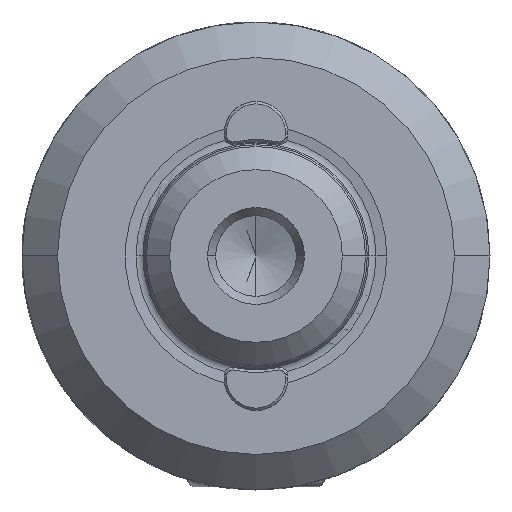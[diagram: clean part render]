
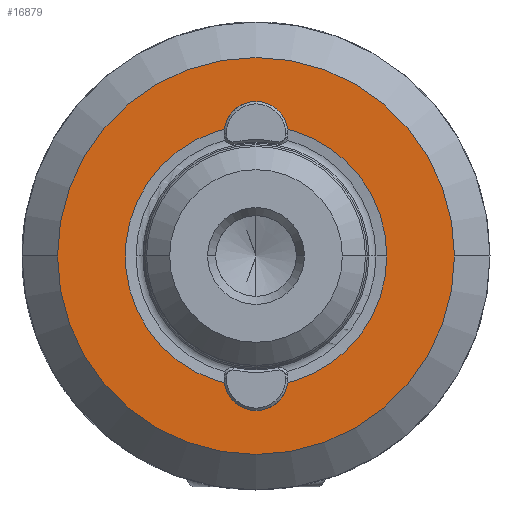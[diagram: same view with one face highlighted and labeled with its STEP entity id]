
A CAD part, left-side view. The second image highlights one B-rep face of the part: STEP entity #16879.
In plain terms, the highlighted planar face has unit normal (-1, 0, 0).
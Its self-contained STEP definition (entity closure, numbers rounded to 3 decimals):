
#334 = DIRECTION ( 'NONE',  ( 0., -1., 0. ) ) ;
#348 = CIRCLE ( 'NONE', #1540, 12.3 ) ;
#692 = DIRECTION ( 'NONE',  ( -1., 0., 0. ) ) ;
#1087 = EDGE_CURVE ( 'NONE', #1128, #7392, #17793, .T. ) ;
#1128 = VERTEX_POINT ( 'NONE', #4306 ) ;
#1540 = AXIS2_PLACEMENT_3D ( 'NONE', #2755, #21542, #12024 ) ;
#1919 = EDGE_LOOP ( 'NONE', ( #4812, #20982 ) ) ;
#2395 = CARTESIAN_POINT ( 'NONE',  ( -37.15, 0., 0. ) ) ;
#2584 = DIRECTION ( 'NONE',  ( -1., 0., 0. ) ) ;
#2680 = DIRECTION ( 'NONE',  ( 0., -1., 0. ) ) ;
#2755 = CARTESIAN_POINT ( 'NONE',  ( -37.15, 0., 0. ) ) ;
#2797 = ORIENTED_EDGE ( 'NONE', *, *, #7163, .F. ) ;
#2958 = ORIENTED_EDGE ( 'NONE', *, *, #11564, .F. ) ;
#3191 = VERTEX_POINT ( 'NONE', #22424 ) ;
#3374 = PLANE ( 'NONE',  #15735 ) ;
#4197 = CARTESIAN_POINT ( 'NONE',  ( -37.15, 0., -9.475 ) ) ;
#4306 = CARTESIAN_POINT ( 'NONE',  ( -37.15, 0., 9.475 ) ) ;
#4392 = CIRCLE ( 'NONE', #24102, 12.3 ) ;
#4480 = EDGE_CURVE ( 'NONE', #25723, #23807, #4392, .T. ) ;
#4700 = DIRECTION ( 'NONE',  ( 0., 0., 1. ) ) ;
#4812 = ORIENTED_EDGE ( 'NONE', *, *, #17500, .T. ) ;
#4912 = DIRECTION ( 'NONE',  ( 0., 0., 1. ) ) ;
#5133 = AXIS2_PLACEMENT_3D ( 'NONE', #6297, #18096, #10051 ) ;
#6007 = FACE_BOUND ( 'NONE', #19217, .T. ) ;
#6169 = CIRCLE ( 'NONE', #21383, 8.103 ) ;
#6297 = CARTESIAN_POINT ( 'NONE',  ( -37.15, 0., 8.375 ) ) ;
#7163 = EDGE_CURVE ( 'NONE', #17828, #3191, #23914, .T. ) ;
#7392 = VERTEX_POINT ( 'NONE', #10381 ) ;
#7754 = ORIENTED_EDGE ( 'NONE', *, *, #11561, .F. ) ;
#8142 = CARTESIAN_POINT ( 'NONE',  ( -37.15, 0., 0. ) ) ;
#8442 = CARTESIAN_POINT ( 'NONE',  ( -37.15, -1.046, -8.036 ) ) ;
#8765 = DIRECTION ( 'NONE',  ( -1., 0., 0. ) ) ;
#9567 = CARTESIAN_POINT ( 'NONE',  ( -37.15, 1.046, -8.036 ) ) ;
#9886 = DIRECTION ( 'NONE',  ( 0., 1., 0. ) ) ;
#10051 = DIRECTION ( 'NONE',  ( 0., 0., 1. ) ) ;
#10381 = CARTESIAN_POINT ( 'NONE',  ( -37.15, 1.046, 8.036 ) ) ;
#10772 = CARTESIAN_POINT ( 'NONE',  ( -37.15, 0., 8.375 ) ) ;
#11070 = EDGE_CURVE ( 'NONE', #11827, #25586, #14902, .T. ) ;
#11333 = DIRECTION ( 'NONE',  ( 1., 0., 0. ) ) ;
#11434 = CARTESIAN_POINT ( 'NONE',  ( -37.15, 0., 0. ) ) ;
#11561 = EDGE_CURVE ( 'NONE', #7392, #11827, #25784, .T. ) ;
#11564 = EDGE_CURVE ( 'NONE', #25586, #17828, #12916, .T. ) ;
#11827 = VERTEX_POINT ( 'NONE', #9567 ) ;
#12024 = DIRECTION ( 'NONE',  ( 0., -1., 0. ) ) ;
#12529 = DIRECTION ( 'NONE',  ( 0., 0., 1. ) ) ;
#12750 = EDGE_CURVE ( 'NONE', #3191, #21611, #6169, .T. ) ;
#12789 = ORIENTED_EDGE ( 'NONE', *, *, #17071, .F. ) ;
#12916 = CIRCLE ( 'NONE', #16149, 1.1 ) ;
#12936 = AXIS2_PLACEMENT_3D ( 'NONE', #2395, #2584, #2680 ) ;
#14115 = DIRECTION ( 'NONE',  ( -1., 0., 0. ) ) ;
#14902 = CIRCLE ( 'NONE', #25345, 1.1 ) ;
#15496 = DIRECTION ( 'NONE',  ( -1., 0., 0. ) ) ;
#15735 = AXIS2_PLACEMENT_3D ( 'NONE', #19512, #11333, #9886 ) ;
#16149 = AXIS2_PLACEMENT_3D ( 'NONE', #24617, #8765, #4700 ) ;
#16169 = CIRCLE ( 'NONE', #19267, 1.1 ) ;
#16487 = CARTESIAN_POINT ( 'NONE',  ( -37.15, -1.046, 8.036 ) ) ;
#16879 = ADVANCED_FACE ( 'NONE', ( #20875, #6007 ), #3374, .F. ) ;
#17071 = EDGE_CURVE ( 'NONE', #21611, #1128, #16169, .T. ) ;
#17500 = EDGE_CURVE ( 'NONE', #23807, #25723, #348, .T. ) ;
#17793 = CIRCLE ( 'NONE', #5133, 1.1 ) ;
#17823 = CARTESIAN_POINT ( 'NONE',  ( -37.15, 0., 0. ) ) ;
#17828 = VERTEX_POINT ( 'NONE', #8442 ) ;
#18096 = DIRECTION ( 'NONE',  ( -1., 0., 0. ) ) ;
#18251 = ORIENTED_EDGE ( 'NONE', *, *, #12750, .F. ) ;
#18785 = DIRECTION ( 'NONE',  ( -1., 0., 0. ) ) ;
#18868 = CARTESIAN_POINT ( 'NONE',  ( -37.15, 0., -8.375 ) ) ;
#19217 = EDGE_LOOP ( 'NONE', ( #7754, #24798, #12789, #18251, #2797, #2958, #22331 ) ) ;
#19267 = AXIS2_PLACEMENT_3D ( 'NONE', #10772, #18785, #12529 ) ;
#19512 = CARTESIAN_POINT ( 'NONE',  ( -37.15, -8.103, 0. ) ) ;
#19695 = DIRECTION ( 'NONE',  ( 0., -1., 0. ) ) ;
#19745 = DIRECTION ( 'NONE',  ( 0., -1., 0. ) ) ;
#20875 = FACE_OUTER_BOUND ( 'NONE', #1919, .T. ) ;
#20931 = CARTESIAN_POINT ( 'NONE',  ( -37.15, -12.3, 0. ) ) ;
#20982 = ORIENTED_EDGE ( 'NONE', *, *, #4480, .T. ) ;
#21383 = AXIS2_PLACEMENT_3D ( 'NONE', #11434, #15496, #19695 ) ;
#21425 = CARTESIAN_POINT ( 'NONE',  ( -37.15, 12.3, 0. ) ) ;
#21510 = DIRECTION ( 'NONE',  ( -1., 0., 0. ) ) ;
#21542 = DIRECTION ( 'NONE',  ( -1., 0., 0. ) ) ;
#21611 = VERTEX_POINT ( 'NONE', #16487 ) ;
#22331 = ORIENTED_EDGE ( 'NONE', *, *, #11070, .F. ) ;
#22424 = CARTESIAN_POINT ( 'NONE',  ( -37.15, -8.103, 0. ) ) ;
#23800 = AXIS2_PLACEMENT_3D ( 'NONE', #17823, #21510, #19745 ) ;
#23807 = VERTEX_POINT ( 'NONE', #21425 ) ;
#23914 = CIRCLE ( 'NONE', #23800, 8.103 ) ;
#24102 = AXIS2_PLACEMENT_3D ( 'NONE', #8142, #14115, #334 ) ;
#24617 = CARTESIAN_POINT ( 'NONE',  ( -37.15, 0., -8.375 ) ) ;
#24798 = ORIENTED_EDGE ( 'NONE', *, *, #1087, .F. ) ;
#25345 = AXIS2_PLACEMENT_3D ( 'NONE', #18868, #692, #4912 ) ;
#25586 = VERTEX_POINT ( 'NONE', #4197 ) ;
#25723 = VERTEX_POINT ( 'NONE', #20931 ) ;
#25784 = CIRCLE ( 'NONE', #12936, 8.103 ) ;
